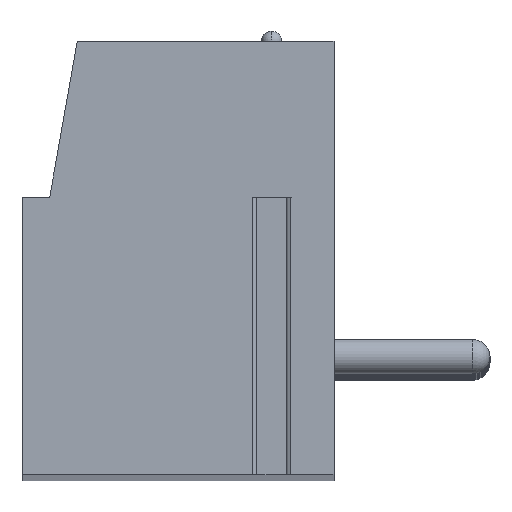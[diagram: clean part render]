
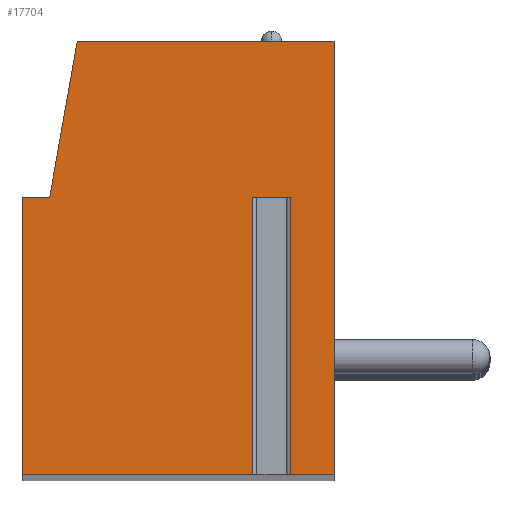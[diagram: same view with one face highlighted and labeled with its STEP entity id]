
A CAD part, top view. The second image highlights one B-rep face of the part: STEP entity #17704.
In plain terms, the highlighted planar face has unit normal (0, 0, 1).
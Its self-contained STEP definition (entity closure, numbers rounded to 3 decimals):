
#13=DIRECTION('',(-1.,0.,0.));
#14=VECTOR('',#13,1.112);
#15=CARTESIAN_POINT('',(3.256,1.75,104.14));
#16=LINE('',#15,#14);
#17=DIRECTION('',(0.,-1.,0.));
#18=VECTOR('',#17,8.);
#19=CARTESIAN_POINT('',(2.144,1.75,104.14));
#20=LINE('',#19,#18);
#21=DIRECTION('',(1.,0.,0.));
#22=VECTOR('',#21,6.644);
#23=CARTESIAN_POINT('',(-4.5,-6.25,104.14));
#24=LINE('',#23,#22);
#25=DIRECTION('',(0.,-1.,0.));
#26=VECTOR('',#25,8.);
#27=CARTESIAN_POINT('',(-4.5,1.75,104.14));
#28=LINE('',#27,#26);
#29=DIRECTION('',(-1.,0.,0.));
#30=VECTOR('',#29,0.8);
#31=CARTESIAN_POINT('',(-3.7,1.75,104.14));
#32=LINE('',#31,#30);
#33=DIRECTION('',(-0.174,-0.985,0.));
#34=VECTOR('',#33,4.569);
#35=CARTESIAN_POINT('',(-2.907,6.25,104.14));
#36=LINE('',#35,#34);
#37=DIRECTION('',(-1.,0.,0.));
#38=VECTOR('',#37,7.407);
#39=CARTESIAN_POINT('',(4.5,6.25,104.14));
#40=LINE('',#39,#38);
#41=DIRECTION('',(0.,1.,0.));
#42=VECTOR('',#41,12.5);
#43=CARTESIAN_POINT('',(4.5,-6.25,104.14));
#44=LINE('',#43,#42);
#45=DIRECTION('',(1.,0.,0.));
#46=VECTOR('',#45,1.244);
#47=CARTESIAN_POINT('',(3.256,-6.25,104.14));
#48=LINE('',#47,#46);
#49=DIRECTION('',(0.,-1.,0.));
#50=VECTOR('',#49,8.);
#51=CARTESIAN_POINT('',(3.256,1.75,104.14));
#52=LINE('',#51,#50);
#13943=CARTESIAN_POINT('',(-3.7,1.75,104.14));
#13944=CARTESIAN_POINT('',(-4.5,1.75,104.14));
#13945=VERTEX_POINT('',#13943);
#13946=VERTEX_POINT('',#13944);
#13947=CARTESIAN_POINT('',(-4.5,-6.25,104.14));
#13948=VERTEX_POINT('',#13947);
#13949=CARTESIAN_POINT('',(4.5,-6.25,104.14));
#13950=CARTESIAN_POINT('',(4.5,6.25,104.14));
#13951=VERTEX_POINT('',#13949);
#13952=VERTEX_POINT('',#13950);
#13953=CARTESIAN_POINT('',(-2.907,6.25,104.14));
#13954=VERTEX_POINT('',#13953);
#14003=CARTESIAN_POINT('',(3.256,1.75,104.14));
#14004=CARTESIAN_POINT('',(2.144,1.75,104.14));
#14005=VERTEX_POINT('',#14003);
#14006=VERTEX_POINT('',#14004);
#14007=CARTESIAN_POINT('',(2.144,-6.25,104.14));
#14008=VERTEX_POINT('',#14007);
#14009=CARTESIAN_POINT('',(3.256,-6.25,104.14));
#14010=VERTEX_POINT('',#14009);
#17677=CARTESIAN_POINT('',(0.,0.,104.14));
#17678=DIRECTION('',(0.,0.,1.));
#17679=DIRECTION('',(1.,0.,0.));
#17680=AXIS2_PLACEMENT_3D('',#17677,#17678,#17679);
#17681=PLANE('',#17680);
#17683=ORIENTED_EDGE('',*,*,#17682,.T.);
#17685=ORIENTED_EDGE('',*,*,#17684,.T.);
#17687=ORIENTED_EDGE('',*,*,#17686,.F.);
#17689=ORIENTED_EDGE('',*,*,#17688,.F.);
#17691=ORIENTED_EDGE('',*,*,#17690,.F.);
#17693=ORIENTED_EDGE('',*,*,#17692,.F.);
#17695=ORIENTED_EDGE('',*,*,#17694,.F.);
#17697=ORIENTED_EDGE('',*,*,#17696,.F.);
#17699=ORIENTED_EDGE('',*,*,#17698,.F.);
#17701=ORIENTED_EDGE('',*,*,#17700,.F.);
#17702=EDGE_LOOP('',(#17683,#17685,#17687,#17689,#17691,#17693,#17695,#17697,
#17699,#17701));
#17703=FACE_OUTER_BOUND('',#17702,.F.);
#17682=EDGE_CURVE('',#14005,#14006,#16,.T.);
#17684=EDGE_CURVE('',#14006,#14008,#20,.T.);
#17686=EDGE_CURVE('',#13948,#14008,#24,.T.);
#17688=EDGE_CURVE('',#13946,#13948,#28,.T.);
#17690=EDGE_CURVE('',#13945,#13946,#32,.T.);
#17692=EDGE_CURVE('',#13954,#13945,#36,.T.);
#17694=EDGE_CURVE('',#13952,#13954,#40,.T.);
#17696=EDGE_CURVE('',#13951,#13952,#44,.T.);
#17698=EDGE_CURVE('',#14010,#13951,#48,.T.);
#17700=EDGE_CURVE('',#14005,#14010,#52,.T.);
#17704=ADVANCED_FACE('',(#17703),#17681,.T.);
